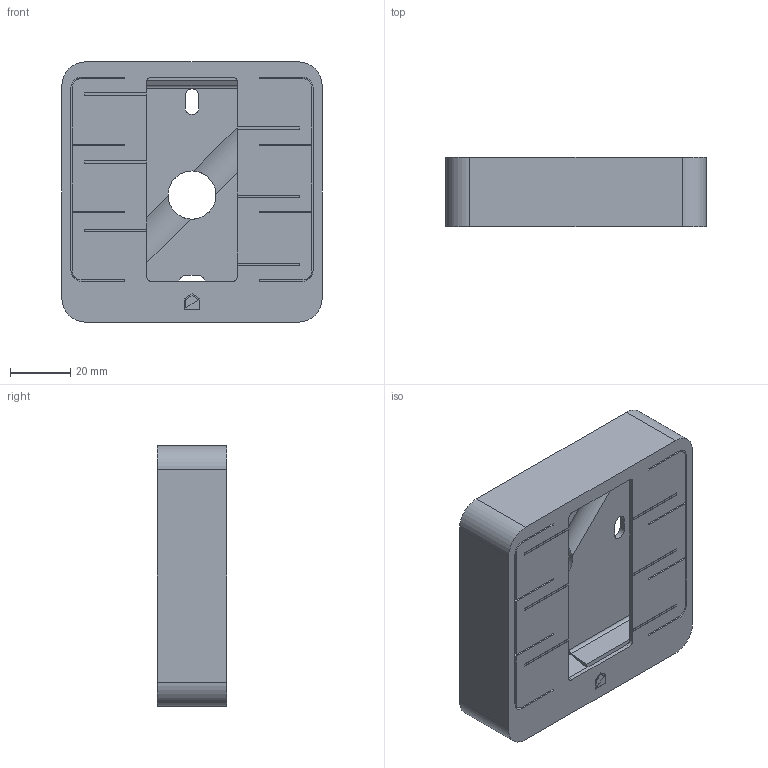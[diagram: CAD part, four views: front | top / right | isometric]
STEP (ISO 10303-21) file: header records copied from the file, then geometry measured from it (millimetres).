
FILE_DESCRIPTION(/* description */ ('STEP AP242','CAx-IF Rec.Pracs.---Representation and Presentation of Product Manufacturing Information (PMI)---4.0---2014-10-13','CAx-IF Rec.Pracs.---3D Tessellated Geometry---0.4---2014-09-14','2;1'),/* implementation_level */ '2;1');
FILE_NAME(/* name */ '64ef8752d9c46b2803a58ccb',/* time_stamp */ '2023-08-30T18:15:47Z',/* author */ (''),/* organization */ (''),/* preprocessor_version */ 'ST-DEVELOPER v19.4',/* originating_system */ ' ',/* authorisation */ ' ');
FILE_SCHEMA (('AP242_MANAGED_MODEL_BASED_3D_ENGINEERING_MIM_LF { 1 0 10303 442 1 1 4 }'));
Length unit declared in the file: metre
Products named in the file (9): btn line 5; case front; btn line 1; btn line 3; btn line 2; btn line 4; btn line 6; logo; case back
Bounding box: 86.5 x 23.1 x 86.5 mm (x, y, z)
Volume: 42509.4 mm3; surface area: 48463.5 mm2
Topology: 9 solids, 9 shells, 340 faces, 919 edges, 610 vertices
Faces by surface type: plane 263, cylinder 71, torus 4, bspline 2
Full cylindrical faces by diameter (mm): 2 x6, 16 x1
Entity records: 10861 total; most frequent: CARTESIAN_POINT 1945, ORIENTED_EDGE 1822, DIRECTION 1742, EDGE_CURVE 911, LINE 754, VECTOR 754, VERTEX_POINT 609, AXIS2_PLACEMENT_3D 494
